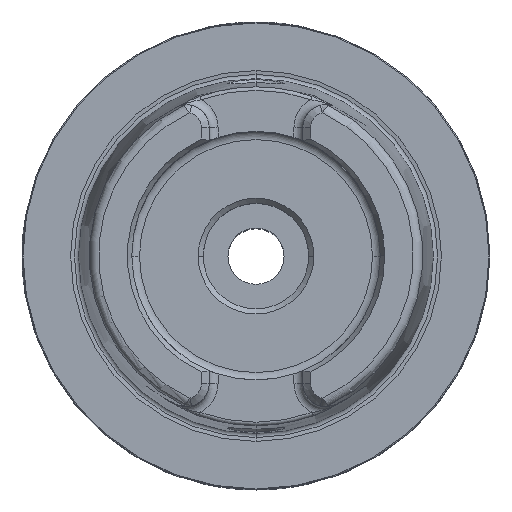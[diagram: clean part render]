
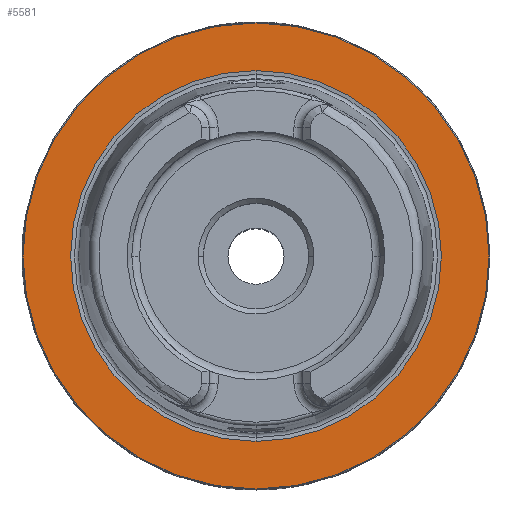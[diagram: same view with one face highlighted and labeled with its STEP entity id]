
A CAD part, top view. The second image highlights one B-rep face of the part: STEP entity #5581.
In plain terms, the highlighted planar face has unit normal (0, 0, 1).
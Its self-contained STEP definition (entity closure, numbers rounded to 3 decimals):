
#20 = CARTESIAN_POINT ( 'NONE',  ( 0., 49.965, 0. ) ) ;
#23 = DIRECTION ( 'NONE',  ( 0., 1., 0. ) ) ;
#153 = CARTESIAN_POINT ( 'NONE',  ( 0., 39.59, 0. ) ) ;
#819 = DIRECTION ( 'NONE',  ( 0., -1., 0. ) ) ;
#891 = CIRCLE ( 'NONE', #9906, 39.59 ) ;
#1603 = PLANE ( 'NONE',  #4690 ) ;
#1624 = CARTESIAN_POINT ( 'NONE',  ( 0., 49.765, 0. ) ) ;
#1724 = ORIENTED_EDGE ( 'NONE', *, *, #7446, .T. ) ;
#1803 = AXIS2_PLACEMENT_3D ( 'NONE', #9326, #4051, #10166 ) ;
#2223 = EDGE_CURVE ( 'NONE', #3280, #3181, #891, .T. ) ;
#2882 = VERTEX_POINT ( 'NONE', #1624 ) ;
#3008 = CIRCLE ( 'NONE', #1803, 39.59 ) ;
#3181 = VERTEX_POINT ( 'NONE', #153 ) ;
#3280 = VERTEX_POINT ( 'NONE', #7056 ) ;
#3881 = FACE_BOUND ( 'NONE', #8875, .T. ) ;
#4051 = DIRECTION ( 'NONE',  ( 0., 0., -1. ) ) ;
#4131 = DIRECTION ( 'NONE',  ( 0., 0., 1. ) ) ;
#4204 = EDGE_CURVE ( 'NONE', #2882, #6787, #7167, .T. ) ;
#4690 = AXIS2_PLACEMENT_3D ( 'NONE', #20, #6131, #819 ) ;
#4984 = CARTESIAN_POINT ( 'NONE',  ( 0., 0., 0. ) ) ;
#5231 = DIRECTION ( 'NONE',  ( 0., 0., -1. ) ) ;
#5581 = ADVANCED_FACE ( 'NONE', ( #6573, #3881 ), #1603, .T. ) ;
#5912 = DIRECTION ( 'NONE',  ( 0., -1., 0. ) ) ;
#6131 = DIRECTION ( 'NONE',  ( 0., 0., 1. ) ) ;
#6573 = FACE_OUTER_BOUND ( 'NONE', #10522, .T. ) ;
#6719 = AXIS2_PLACEMENT_3D ( 'NONE', #9401, #4131, #10239 ) ;
#6787 = VERTEX_POINT ( 'NONE', #7321 ) ;
#6960 = AXIS2_PLACEMENT_3D ( 'NONE', #4984, #11015, #5912 ) ;
#7056 = CARTESIAN_POINT ( 'NONE',  ( 0., -39.59, 0. ) ) ;
#7167 = CIRCLE ( 'NONE', #6719, 49.765 ) ;
#7321 = CARTESIAN_POINT ( 'NONE',  ( 0., -49.765, 0. ) ) ;
#7446 = EDGE_CURVE ( 'NONE', #3181, #3280, #3008, .T. ) ;
#7562 = ORIENTED_EDGE ( 'NONE', *, *, #4204, .T. ) ;
#7750 = CIRCLE ( 'NONE', #6960, 49.765 ) ;
#8875 = EDGE_LOOP ( 'NONE', ( #10747, #1724 ) ) ;
#9326 = CARTESIAN_POINT ( 'NONE',  ( 0., 0., 0. ) ) ;
#9401 = CARTESIAN_POINT ( 'NONE',  ( 0., 0., 0. ) ) ;
#9656 = ORIENTED_EDGE ( 'NONE', *, *, #10755, .T. ) ;
#9906 = AXIS2_PLACEMENT_3D ( 'NONE', #10375, #5231, #23 ) ;
#10166 = DIRECTION ( 'NONE',  ( 0., 1., 0. ) ) ;
#10239 = DIRECTION ( 'NONE',  ( 0., -1., 0. ) ) ;
#10375 = CARTESIAN_POINT ( 'NONE',  ( 0., 0., 0. ) ) ;
#10522 = EDGE_LOOP ( 'NONE', ( #9656, #7562 ) ) ;
#10747 = ORIENTED_EDGE ( 'NONE', *, *, #2223, .T. ) ;
#10755 = EDGE_CURVE ( 'NONE', #6787, #2882, #7750, .T. ) ;
#11015 = DIRECTION ( 'NONE',  ( 0., 0., 1. ) ) ;
